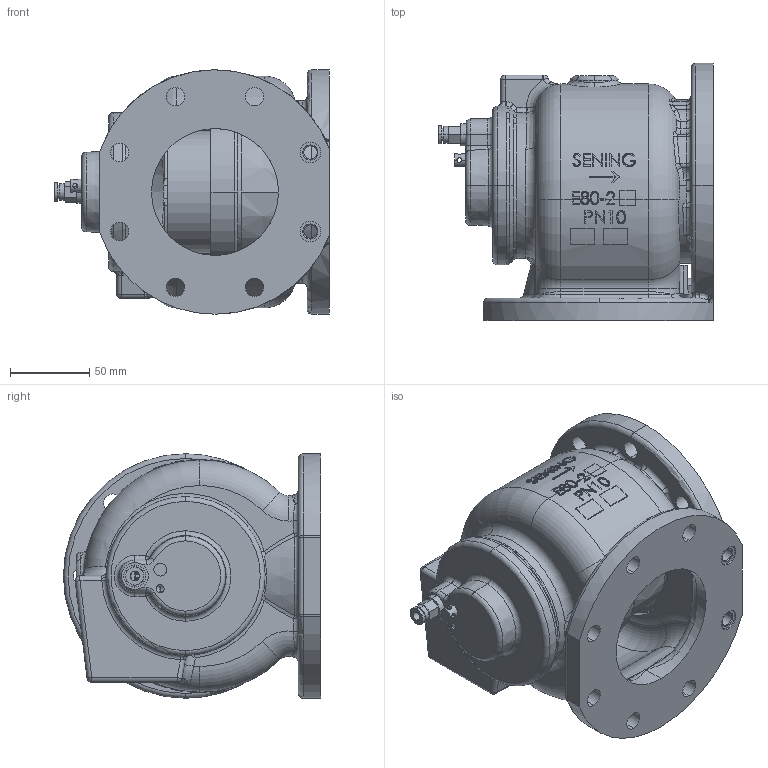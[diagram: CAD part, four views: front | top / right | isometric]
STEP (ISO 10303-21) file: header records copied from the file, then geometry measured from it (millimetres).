
FILE_DESCRIPTION (( 'STEP AP214' ), '1' );
FILE_NAME ('E80-2_16855.STEP', '2014-05-22T11:08:41', ( 'Admin2' ), ( '' ), 'SwSTEP 2.0', 'SolidWorks 2010', '' );
FILE_SCHEMA (( 'AUTOMOTIVE_DESIGN' ));
Length unit declared in the file: millimetre
Products named in the file (1): E80-2_16855
Bounding box: 173 x 162 x 154 mm (x, y, z)
Surface area: 233134.2 mm2 (no closed solid volume)
Topology: 0 solids, 22 shells, 1019 faces, 2973 edges, 1901 vertices
Faces by surface type: bspline 286, cylinder 269, plane 256, torus 129, cone 64, sphere 15
Entity records: 60437 total; most frequent: CARTESIAN_POINT 24716, ORIENTED_EDGE 5279, DIRECTION 4565, EDGE_CURVE 2948, VERTEX_POINT 1898, AXIS2_PLACEMENT_3D 1781, EDGE_LOOP 1106, CIRCLE 1047
